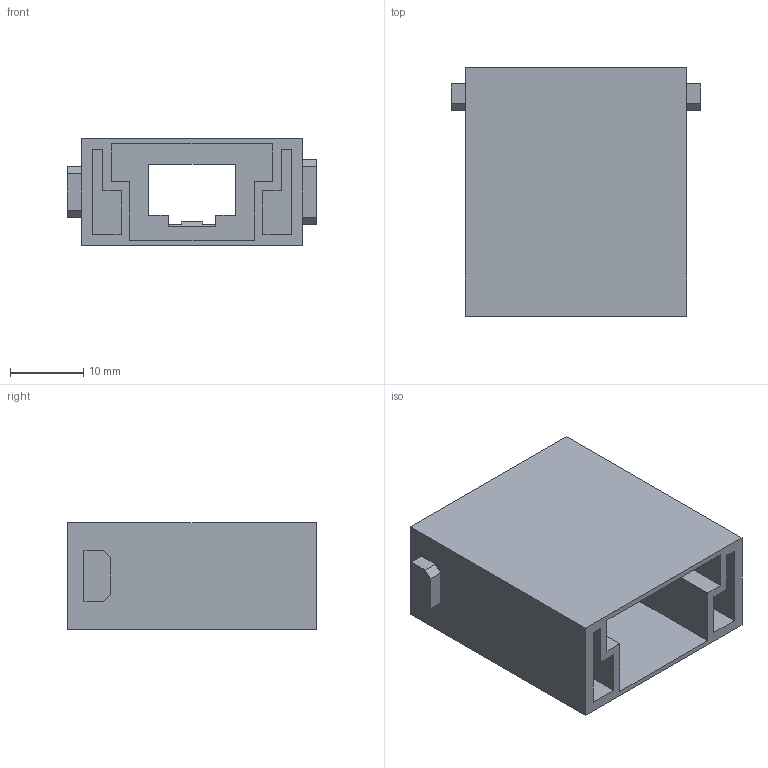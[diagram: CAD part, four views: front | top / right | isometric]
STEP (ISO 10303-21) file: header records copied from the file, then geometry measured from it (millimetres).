
FILE_DESCRIPTION(/* description */ (''),/* implementation_level */ '2;1');
FILE_NAME(/* name */ '100186382ugm000_e.stp',/* time_stamp */ '2019-04-16T11:25:41+02:00',/* author */ (''),/* organization */ (''),/* preprocessor_version */ 'ST-DEVELOPER v16.7',/* originating_system */ 'SIEMENS PLM Software NX 12.0',/* authorisation */ '');
FILE_SCHEMA (('AUTOMOTIVE_DESIGN { 1 0 10303 214 3 1 1 1 }'));
Length unit declared in the file: millimetre
Products named in the file (1): 100186382ugm000_e
Bounding box: 34.2 x 34 x 14.65 mm (x, y, z)
Volume: 4470.8 mm3; surface area: 6960 mm2
Topology: 1 solids, 1 shells, 202 faces, 545 edges, 363 vertices
Faces by surface type: plane 184, cylinder 15, extrusion 3
Full cylindrical faces by diameter (mm): 0.7 x1, 1 x1
Entity records: 6590 total; most frequent: CARTESIAN_POINT 1361, ORIENTED_EDGE 1086, DIRECTION 970, EDGE_CURVE 543, VECTOR 510, LINE 507, VERTEX_POINT 362, AXIS2_PLACEMENT_3D 230
